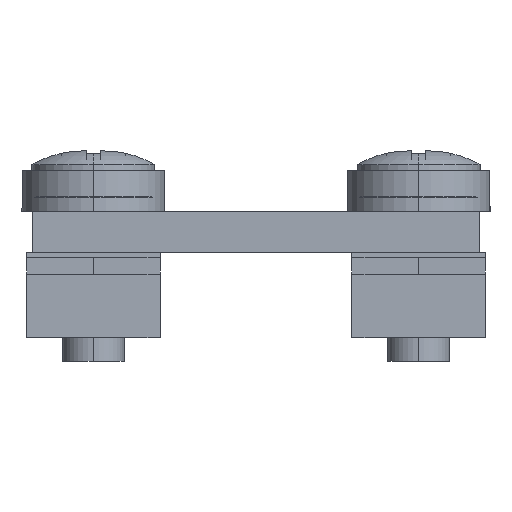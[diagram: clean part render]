
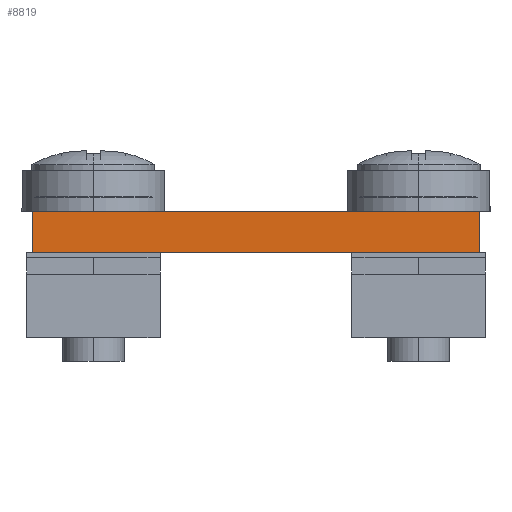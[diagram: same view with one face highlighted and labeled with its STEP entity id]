
A CAD part, left-side view. The second image highlights one B-rep face of the part: STEP entity #8819.
In plain terms, the highlighted planar face has unit normal (-1, 0, 0).
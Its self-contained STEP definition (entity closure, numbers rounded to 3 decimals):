
#89 = EDGE_CURVE ( 'NONE', #3917, #9714, #7719, .T. ) ;
#120 = VECTOR ( 'NONE', #6050, 1000. ) ;
#372 = ORIENTED_EDGE ( 'NONE', *, *, #89, .F. ) ;
#1072 = CARTESIAN_POINT ( 'NONE',  ( -241.5, 21.8, 0. ) ) ;
#1353 = CARTESIAN_POINT ( 'NONE',  ( -241.5, -21.8, -4. ) ) ;
#1485 = EDGE_LOOP ( 'NONE', ( #7919, #372, #4221, #3082 ) ) ;
#1556 = VERTEX_POINT ( 'NONE', #7358 ) ;
#2234 = DIRECTION ( 'NONE',  ( 0., 0., 1. ) ) ;
#2425 = DIRECTION ( 'NONE',  ( 0., 0., 1. ) ) ;
#3082 = ORIENTED_EDGE ( 'NONE', *, *, #8355, .T. ) ;
#3420 = EDGE_CURVE ( 'NONE', #9714, #1556, #7191, .T. ) ;
#3660 = DIRECTION ( 'NONE',  ( 0., 0., 1. ) ) ;
#3917 = VERTEX_POINT ( 'NONE', #5401 ) ;
#4221 = ORIENTED_EDGE ( 'NONE', *, *, #9508, .T. ) ;
#4935 = VERTEX_POINT ( 'NONE', #1353 ) ;
#5401 = CARTESIAN_POINT ( 'NONE',  ( -241.5, 21.8, -4. ) ) ;
#5957 = CARTESIAN_POINT ( 'NONE',  ( -241.5, -21.8, -4. ) ) ;
#6050 = DIRECTION ( 'NONE',  ( 0., -1., 0. ) ) ;
#6175 = VECTOR ( 'NONE', #2234, 1000. ) ;
#6213 = DIRECTION ( 'NONE',  ( 0., -1., 0. ) ) ;
#6257 = AXIS2_PLACEMENT_3D ( 'NONE', #6306, #9434, #2425 ) ;
#6306 = CARTESIAN_POINT ( 'NONE',  ( -241.5, 21.8, -4. ) ) ;
#6363 = CARTESIAN_POINT ( 'NONE',  ( -241.5, 21.8, 0. ) ) ;
#6727 = LINE ( 'NONE', #5957, #7585 ) ;
#7191 = LINE ( 'NONE', #6363, #9348 ) ;
#7358 = CARTESIAN_POINT ( 'NONE',  ( -241.5, -21.8, 0. ) ) ;
#7585 = VECTOR ( 'NONE', #3660, 1000. ) ;
#7622 = CARTESIAN_POINT ( 'NONE',  ( -241.5, 21.8, -4. ) ) ;
#7719 = LINE ( 'NONE', #7622, #6175 ) ;
#7909 = PLANE ( 'NONE',  #6257 ) ;
#7919 = ORIENTED_EDGE ( 'NONE', *, *, #3420, .F. ) ;
#8096 = FACE_OUTER_BOUND ( 'NONE', #1485, .T. ) ;
#8355 = EDGE_CURVE ( 'NONE', #4935, #1556, #6727, .T. ) ;
#8819 = ADVANCED_FACE ( 'NONE', ( #8096 ), #7909, .T. ) ;
#9348 = VECTOR ( 'NONE', #6213, 1000. ) ;
#9434 = DIRECTION ( 'NONE',  ( -1., 0., 0. ) ) ;
#9508 = EDGE_CURVE ( 'NONE', #3917, #4935, #9939, .T. ) ;
#9714 = VERTEX_POINT ( 'NONE', #1072 ) ;
#9833 = CARTESIAN_POINT ( 'NONE',  ( -241.5, 21.8, -4. ) ) ;
#9939 = LINE ( 'NONE', #9833, #120 ) ;
